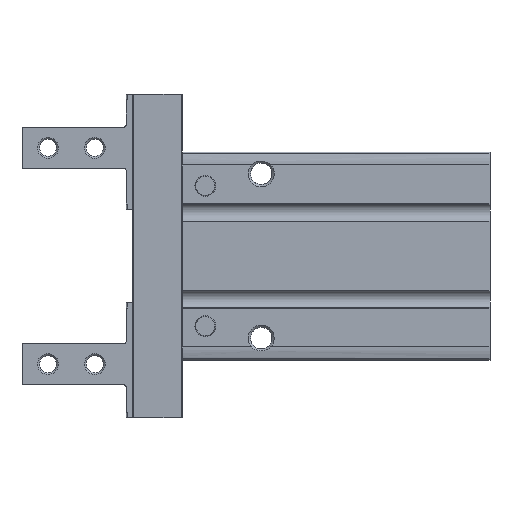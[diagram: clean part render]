
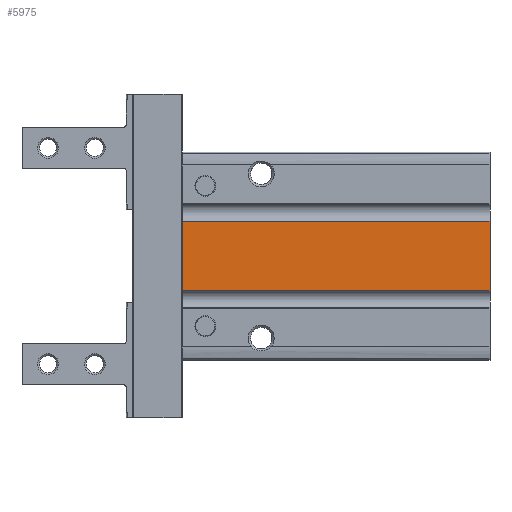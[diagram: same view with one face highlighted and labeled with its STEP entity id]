
A CAD part, left-side view. The second image highlights one B-rep face of the part: STEP entity #5975.
In plain terms, the highlighted face is planar.
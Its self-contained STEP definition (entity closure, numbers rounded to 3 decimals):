
#68=PLANE('',#6440);
#351=LINE('',#9232,#877);
#357=LINE('',#9264,#883);
#359=LINE('',#9270,#885);
#360=LINE('',#9271,#886);
#877=VECTOR('',#7263,1000.);
#883=VECTOR('',#7291,1000.);
#885=VECTOR('',#7297,1000.);
#886=VECTOR('',#7298,1000.);
#1512=ORIENTED_EDGE('',*,*,#3266,.T.);
#1513=ORIENTED_EDGE('',*,*,#3248,.T.);
#1514=ORIENTED_EDGE('',*,*,#3267,.F.);
#1515=ORIENTED_EDGE('',*,*,#3263,.F.);
#3248=EDGE_CURVE('',#4123,#4122,#351,.T.);
#3263=EDGE_CURVE('',#4137,#4138,#357,.T.);
#3266=EDGE_CURVE('',#4137,#4123,#359,.T.);
#3267=EDGE_CURVE('',#4138,#4122,#360,.T.);
#4122=VERTEX_POINT('',#9231);
#4123=VERTEX_POINT('',#9233);
#4137=VERTEX_POINT('',#9263);
#4138=VERTEX_POINT('',#9265);
#4937=EDGE_LOOP('',(#1512,#1513,#1514,#1515));
#5385=FACE_BOUND('',#4937,.T.);
#5975=ADVANCED_FACE('',(#5385),#68,.F.);
#6440=AXIS2_PLACEMENT_3D('',#9269,#7295,#7296);
#7263=DIRECTION('',(1.,0.,0.));
#7291=DIRECTION('',(1.,0.,0.));
#7295=DIRECTION('',(0.,0.,-1.));
#7296=DIRECTION('',(-1.,0.,0.));
#7297=DIRECTION('',(0.,-1.,0.));
#7298=DIRECTION('',(0.,-1.,0.));
#9231=CARTESIAN_POINT('',(6.7,0.,13.));
#9232=CARTESIAN_POINT('',(-17.5,0.,13.));
#9233=CARTESIAN_POINT('',(-6.7,0.,13.));
#9263=CARTESIAN_POINT('',(-6.7,59.2,13.));
#9264=CARTESIAN_POINT('',(-17.5,59.2,13.));
#9265=CARTESIAN_POINT('',(6.7,59.2,13.));
#9269=CARTESIAN_POINT('',(-17.5,59.2,13.));
#9270=CARTESIAN_POINT('',(-6.7,59.2,13.));
#9271=CARTESIAN_POINT('',(6.7,59.2,13.));
